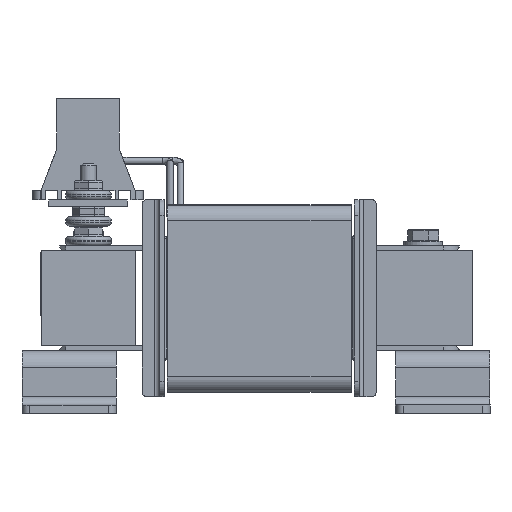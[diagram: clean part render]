
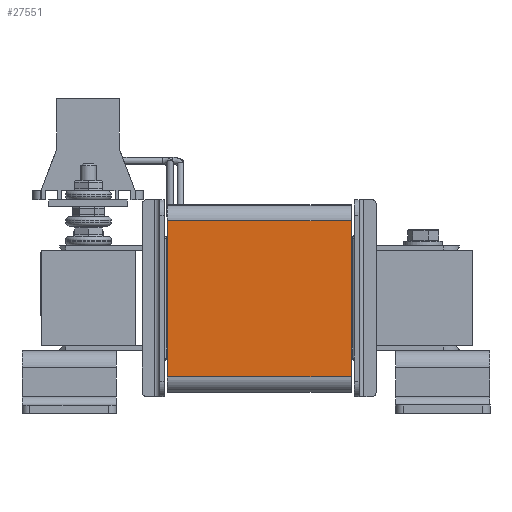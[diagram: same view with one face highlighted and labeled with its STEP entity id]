
A CAD part, left-side view. The second image highlights one B-rep face of the part: STEP entity #27551.
In plain terms, the highlighted face is planar.
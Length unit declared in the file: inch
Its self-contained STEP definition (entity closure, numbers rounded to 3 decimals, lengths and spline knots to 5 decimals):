
#1145=PLANE('',#29702);
#2110=FACE_OUTER_BOUND('',#3723,.T.);
#3723=EDGE_LOOP('',(#19002,#19003,#19004,#19005));
#5500=LINE('',#39923,#8279);
#5526=LINE('',#39978,#8305);
#5532=LINE('',#39990,#8311);
#5560=LINE('',#40048,#8339);
#8279=VECTOR('',#32130,0.3937);
#8305=VECTOR('',#32162,0.3937);
#8311=VECTOR('',#32172,0.3937);
#8339=VECTOR('',#32206,0.3937);
#11976=VERTEX_POINT('',#39920);
#11977=VERTEX_POINT('',#39922);
#12002=VERTEX_POINT('',#39974);
#12007=VERTEX_POINT('',#39989);
#14620=EDGE_CURVE('',#11976,#11977,#5500,.T.);
#14648=EDGE_CURVE('',#11977,#12002,#5526,.T.);
#14654=EDGE_CURVE('',#12002,#12007,#5532,.T.);
#14684=EDGE_CURVE('',#12007,#11976,#5560,.T.);
#19002=ORIENTED_EDGE('',*,*,#14648,.F.);
#19003=ORIENTED_EDGE('',*,*,#14620,.F.);
#19004=ORIENTED_EDGE('',*,*,#14684,.F.);
#19005=ORIENTED_EDGE('',*,*,#14654,.F.);
#27551=ADVANCED_FACE('',(#2110),#1145,.T.);
#29702=AXIS2_PLACEMENT_3D('',#40283,#32453,#32454);
#32130=DIRECTION('',(0.,-1.,0.));
#32162=DIRECTION('',(0.,0.,1.));
#32172=DIRECTION('',(0.,1.,0.));
#32206=DIRECTION('',(0.,0.,-1.));
#32453=DIRECTION('center_axis',(1.,0.,0.));
#32454=DIRECTION('ref_axis',(0.,0.,-1.));
#39920=CARTESIAN_POINT('',(1.815,0.61846,-1.465));
#39922=CARTESIAN_POINT('',(1.815,-1.86927,-1.465));
#39923=CARTESIAN_POINT('',(1.815,0.86846,-1.465));
#39974=CARTESIAN_POINT('',(1.815,-1.86927,1.465));
#39978=CARTESIAN_POINT('',(1.815,-1.86927,-0.7325));
#39989=CARTESIAN_POINT('',(1.815,0.61846,1.465));
#39990=CARTESIAN_POINT('',(1.815,-2.11927,1.465));
#40048=CARTESIAN_POINT('',(1.815,0.61846,0.7325));
#40283=CARTESIAN_POINT('Origin',(1.815,-0.62541,0.));
